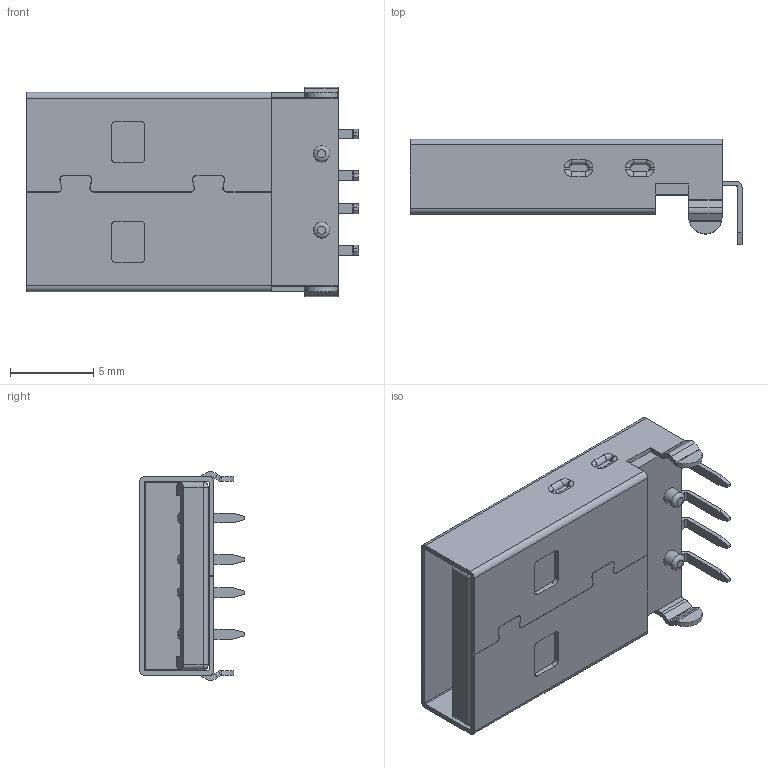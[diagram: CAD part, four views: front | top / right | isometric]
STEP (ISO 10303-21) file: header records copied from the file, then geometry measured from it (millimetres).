
FILE_DESCRIPTION(('STEP AP203'),'1');
FILE_NAME('UP2-AH-1-TH.stp','2016-10-14T15:01:31',('TraceParts'),('TraceParts S.A.'),'Spatial InterOp 3D',' ',' ');
FILE_SCHEMA(('CONFIG_CONTROL_DESIGN'));
Length unit declared in the file: millimetre
Products named in the file (1): 1
Bounding box: 20 x 6.35 x 12.6 mm (x, y, z)
Volume: 700.8 mm3; surface area: 1813.9 mm2
Topology: 1 solids, 1 shells, 351 faces, 983 edges, 635 vertices
Faces by surface type: plane 192, cylinder 111, bspline 26, sphere 20, torus 2
Full cylindrical faces by diameter (mm): 1 x6
Entity records: 11531 total; most frequent: CARTESIAN_POINT 2562, ORIENTED_EDGE 1906, DIRECTION 1820, EDGE_CURVE 953, LINE 644, VECTOR 644, VERTEX_POINT 627, AXIS2_PLACEMENT_3D 588
